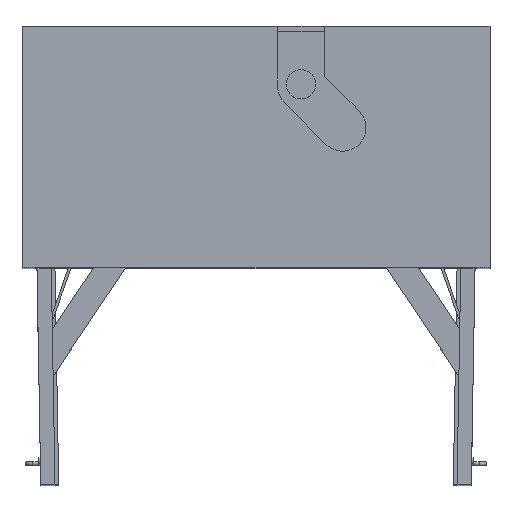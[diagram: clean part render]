
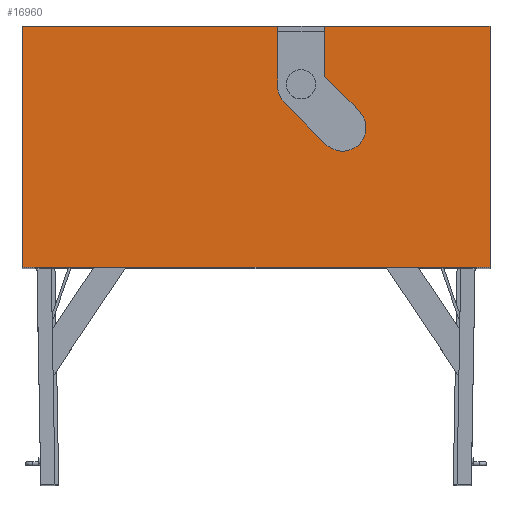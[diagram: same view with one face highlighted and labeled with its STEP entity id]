
A CAD part, top view. The second image highlights one B-rep face of the part: STEP entity #16960.
In plain terms, the highlighted planar face has unit normal (0, 0, 1).
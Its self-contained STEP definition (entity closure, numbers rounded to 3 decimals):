
#719=CIRCLE('',#18052,10.);
#720=CIRCLE('',#18053,60.);
#721=CIRCLE('',#18054,60.);
#1091=FACE_OUTER_BOUND('',#2049,.T.);
#2049=EDGE_LOOP('',(#10856,#10857,#10858,#10859,#10860,#10861,#10862,#10863,
#10864,#10865,#10866,#10867));
#3326=LINE('',#23166,#5131);
#3327=LINE('',#23170,#5132);
#3328=LINE('',#23174,#5133);
#3329=LINE('',#23178,#5134);
#3330=LINE('',#23180,#5135);
#3331=LINE('',#23182,#5136);
#3332=LINE('',#23184,#5137);
#3333=LINE('',#23186,#5138);
#3334=LINE('',#23187,#5139);
#5131=VECTOR('',#19233,10.);
#5132=VECTOR('',#19236,10.);
#5133=VECTOR('',#19239,10.);
#5134=VECTOR('',#19242,10.);
#5135=VECTOR('',#19243,10.);
#5136=VECTOR('',#19244,10.);
#5137=VECTOR('',#19245,10.);
#5138=VECTOR('',#19246,10.);
#5139=VECTOR('',#19247,10.);
#6910=VERTEX_POINT('',#23164);
#6911=VERTEX_POINT('',#23165);
#6912=VERTEX_POINT('',#23167);
#6913=VERTEX_POINT('',#23169);
#6914=VERTEX_POINT('',#23171);
#6915=VERTEX_POINT('',#23173);
#6916=VERTEX_POINT('',#23175);
#6917=VERTEX_POINT('',#23177);
#6918=VERTEX_POINT('',#23179);
#6919=VERTEX_POINT('',#23181);
#6920=VERTEX_POINT('',#23183);
#6921=VERTEX_POINT('',#23185);
#8496=EDGE_CURVE('',#6910,#6911,#3326,.T.);
#8497=EDGE_CURVE('',#6911,#6912,#719,.T.);
#8498=EDGE_CURVE('',#6912,#6913,#3327,.T.);
#8499=EDGE_CURVE('',#6913,#6914,#720,.T.);
#8500=EDGE_CURVE('',#6914,#6915,#3328,.T.);
#8501=EDGE_CURVE('',#6915,#6916,#721,.T.);
#8502=EDGE_CURVE('',#6916,#6917,#3329,.T.);
#8503=EDGE_CURVE('',#6917,#6918,#3330,.T.);
#8504=EDGE_CURVE('',#6918,#6919,#3331,.T.);
#8505=EDGE_CURVE('',#6919,#6920,#3332,.T.);
#8506=EDGE_CURVE('',#6920,#6921,#3333,.T.);
#8507=EDGE_CURVE('',#6921,#6910,#3334,.T.);
#10856=ORIENTED_EDGE('',*,*,#8496,.T.);
#10857=ORIENTED_EDGE('',*,*,#8497,.T.);
#10858=ORIENTED_EDGE('',*,*,#8498,.T.);
#10859=ORIENTED_EDGE('',*,*,#8499,.T.);
#10860=ORIENTED_EDGE('',*,*,#8500,.T.);
#10861=ORIENTED_EDGE('',*,*,#8501,.T.);
#10862=ORIENTED_EDGE('',*,*,#8502,.T.);
#10863=ORIENTED_EDGE('',*,*,#8503,.T.);
#10864=ORIENTED_EDGE('',*,*,#8504,.T.);
#10865=ORIENTED_EDGE('',*,*,#8505,.T.);
#10866=ORIENTED_EDGE('',*,*,#8506,.T.);
#10867=ORIENTED_EDGE('',*,*,#8507,.T.);
#15341=PLANE('',#18051);
#16960=ADVANCED_FACE('',(#1091),#15341,.T.);
#18051=AXIS2_PLACEMENT_3D('',#23163,#19231,#19232);
#18052=AXIS2_PLACEMENT_3D('',#23168,#19234,#19235);
#18053=AXIS2_PLACEMENT_3D('',#23172,#19237,#19238);
#18054=AXIS2_PLACEMENT_3D('',#23176,#19240,#19241);
#19231=DIRECTION('center_axis',(0.,0.,1.));
#19232=DIRECTION('ref_axis',(1.,0.,0.));
#19233=DIRECTION('',(0.,-1.,0.));
#19234=DIRECTION('center_axis',(0.,0.,1.));
#19235=DIRECTION('ref_axis',(1.,0.,0.));
#19236=DIRECTION('',(0.707,-0.707,0.));
#19237=DIRECTION('center_axis',(0.,0.,-1.));
#19238=DIRECTION('ref_axis',(-0.707,-0.707,0.));
#19239=DIRECTION('',(-0.707,0.707,0.));
#19240=DIRECTION('center_axis',(0.,0.,-1.));
#19241=DIRECTION('ref_axis',(-1.,0.,0.));
#19242=DIRECTION('',(0.,1.,0.));
#19243=DIRECTION('',(-1.,0.,0.));
#19244=DIRECTION('',(0.,-1.,0.));
#19245=DIRECTION('',(1.,0.,0.));
#19246=DIRECTION('',(0.,1.,0.));
#19247=DIRECTION('',(-1.,0.,0.));
#23163=CARTESIAN_POINT('Origin',(0.,0.,
984.));
#23164=CARTESIAN_POINT('',(175.,308.25,984.));
#23165=CARTESIAN_POINT('',(175.,184.245,984.));
#23166=CARTESIAN_POINT('',(175.,147.25,984.));
#23167=CARTESIAN_POINT('',(177.929,177.174,984.));
#23168=CARTESIAN_POINT('Origin',(185.,184.245,984.));
#23169=CARTESIAN_POINT('',(263.676,91.426,984.));
#23170=CARTESIAN_POINT('',(177.74,177.363,984.));
#23171=CARTESIAN_POINT('',(178.824,6.574,984.));
#23172=CARTESIAN_POINT('Origin',(221.25,49.,984.));
#23173=CARTESIAN_POINT('',(72.574,112.824,984.));
#23174=CARTESIAN_POINT('',(135.761,49.636,984.));
#23175=CARTESIAN_POINT('',(55.,155.25,984.));
#23176=CARTESIAN_POINT('Origin',(115.,155.25,984.));
#23177=CARTESIAN_POINT('',(55.,308.25,984.));
#23178=CARTESIAN_POINT('',(55.,147.25,984.));
#23179=CARTESIAN_POINT('',(-598.25,308.25,984.));
#23180=CARTESIAN_POINT('',(598.25,308.25,984.));
#23181=CARTESIAN_POINT('',(-598.25,-308.25,984.));
#23182=CARTESIAN_POINT('',(-598.25,308.25,984.));
#23183=CARTESIAN_POINT('',(598.25,-308.25,984.));
#23184=CARTESIAN_POINT('',(-598.25,-308.25,984.));
#23185=CARTESIAN_POINT('',(598.25,308.25,984.));
#23186=CARTESIAN_POINT('',(598.25,-308.25,984.));
#23187=CARTESIAN_POINT('',(598.25,308.25,984.));
